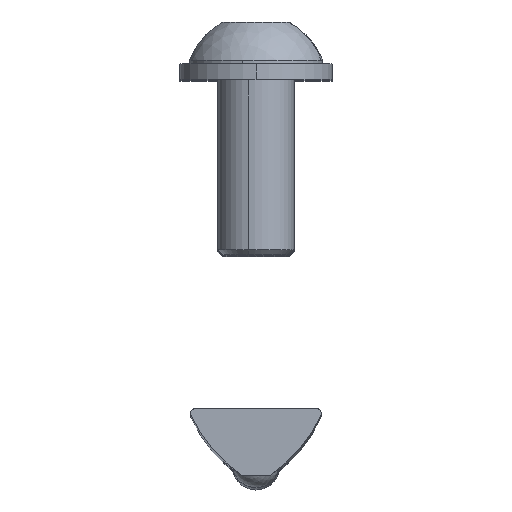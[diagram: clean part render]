
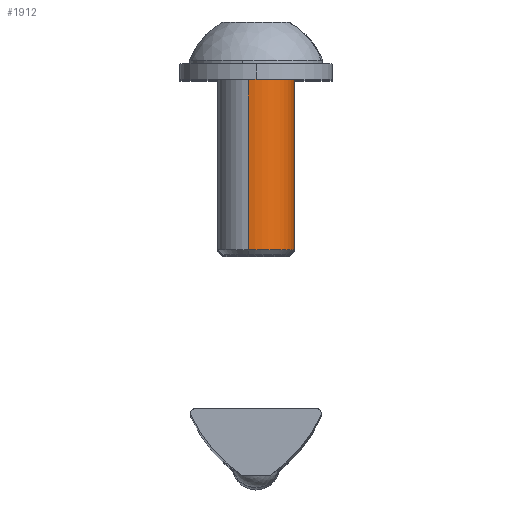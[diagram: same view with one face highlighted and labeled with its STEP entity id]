
A CAD part, top view. The second image highlights one B-rep face of the part: STEP entity #1912.
In plain terms, the highlighted cylindrical face has radius 4 mm (diameter 8 mm), a partial arc.
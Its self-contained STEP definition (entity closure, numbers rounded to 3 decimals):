
#3 = EDGE_CURVE ( 'NONE', #868, #2796, #1049, .T. ) ;
#71 = CYLINDRICAL_SURFACE ( 'NONE', #3103, 4. ) ;
#155 = DIRECTION ( 'NONE',  ( -1., 0., 0. ) ) ;
#258 = CARTESIAN_POINT ( 'NONE',  ( 23.9, 0., -4. ) ) ;
#456 = EDGE_LOOP ( 'NONE', ( #2464, #2232, #2316, #1161 ) ) ;
#584 = FACE_OUTER_BOUND ( 'NONE', #456, .T. ) ;
#731 = VERTEX_POINT ( 'NONE', #2998 ) ;
#743 = AXIS2_PLACEMENT_3D ( 'NONE', #2862, #2893, #3095 ) ;
#824 = DIRECTION ( 'NONE',  ( 0., 0., 1. ) ) ;
#837 = DIRECTION ( 'NONE',  ( 1., 0., 0. ) ) ;
#864 = CARTESIAN_POINT ( 'NONE',  ( 4.6, 0., 0. ) ) ;
#868 = VERTEX_POINT ( 'NONE', #2078 ) ;
#1049 = CIRCLE ( 'NONE', #743, 4. ) ;
#1161 = ORIENTED_EDGE ( 'NONE', *, *, #2378, .F. ) ;
#1399 = CARTESIAN_POINT ( 'NONE',  ( 0., 0., -4. ) ) ;
#1407 = DIRECTION ( 'NONE',  ( -1., 0., 0. ) ) ;
#1618 = CIRCLE ( 'NONE', #2594, 4. ) ;
#1659 = EDGE_CURVE ( 'NONE', #2796, #731, #2036, .T. ) ;
#1729 = EDGE_CURVE ( 'NONE', #731, #3188, #1618, .T. ) ;
#1731 = VECTOR ( 'NONE', #2516, 1000. ) ;
#1912 = ADVANCED_FACE ( 'NONE', ( #584 ), #71, .T. ) ;
#1942 = VECTOR ( 'NONE', #1407, 1000. ) ;
#1991 = CARTESIAN_POINT ( 'NONE',  ( 4.6, 0., 4. ) ) ;
#2036 = LINE ( 'NONE', #1399, #1942 ) ;
#2049 = CARTESIAN_POINT ( 'NONE',  ( 0., 0., 4. ) ) ;
#2078 = CARTESIAN_POINT ( 'NONE',  ( 23.9, 0., 4. ) ) ;
#2232 = ORIENTED_EDGE ( 'NONE', *, *, #1659, .T. ) ;
#2316 = ORIENTED_EDGE ( 'NONE', *, *, #1729, .T. ) ;
#2378 = EDGE_CURVE ( 'NONE', #868, #3188, #3190, .T. ) ;
#2464 = ORIENTED_EDGE ( 'NONE', *, *, #3, .T. ) ;
#2516 = DIRECTION ( 'NONE',  ( -1., 0., 0. ) ) ;
#2594 = AXIS2_PLACEMENT_3D ( 'NONE', #864, #837, #824 ) ;
#2796 = VERTEX_POINT ( 'NONE', #258 ) ;
#2862 = CARTESIAN_POINT ( 'NONE',  ( 23.9, 0., 0. ) ) ;
#2893 = DIRECTION ( 'NONE',  ( -1., 0., 0. ) ) ;
#2998 = CARTESIAN_POINT ( 'NONE',  ( 4.6, 0., -4. ) ) ;
#3056 = DIRECTION ( 'NONE',  ( 0., 0., 1. ) ) ;
#3095 = DIRECTION ( 'NONE',  ( 0., 0., 1. ) ) ;
#3103 = AXIS2_PLACEMENT_3D ( 'NONE', #3205, #155, #3056 ) ;
#3188 = VERTEX_POINT ( 'NONE', #1991 ) ;
#3190 = LINE ( 'NONE', #2049, #1731 ) ;
#3205 = CARTESIAN_POINT ( 'NONE',  ( 0., 0., 0. ) ) ;
